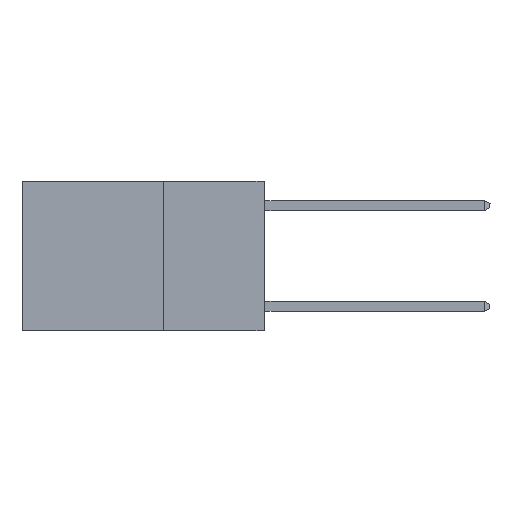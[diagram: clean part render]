
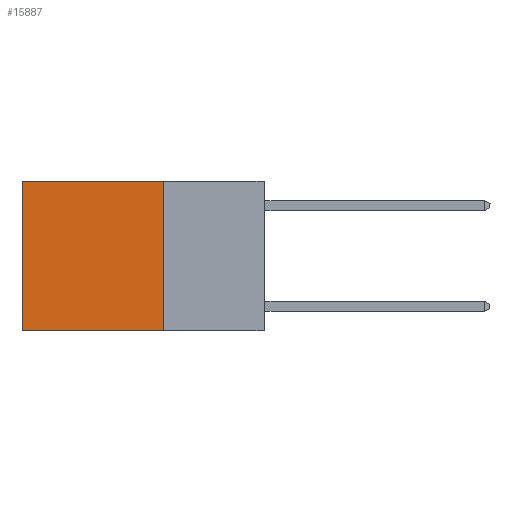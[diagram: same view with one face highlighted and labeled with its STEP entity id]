
A CAD part, left-side view. The second image highlights one B-rep face of the part: STEP entity #15887.
In plain terms, the highlighted planar face has unit normal (-1, 0, 0).
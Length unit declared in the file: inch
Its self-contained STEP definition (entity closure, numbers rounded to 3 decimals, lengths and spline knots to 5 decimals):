
#184 = EDGE_LOOP ( 'NONE', ( #7661, #14519, #22594, #10038 ) ) ;
#188 = CARTESIAN_POINT ( 'NONE',  ( 0.2625, 0.6, 0. ) ) ;
#206 = VECTOR ( 'NONE', #17175, 39.37008 ) ;
#2007 = DIRECTION ( 'NONE',  ( 0., 0., -1. ) ) ;
#2494 = CARTESIAN_POINT ( 'NONE',  ( 0.2625, 0.25, -0.37 ) ) ;
#4234 = LINE ( 'NONE', #5111, #18092 ) ;
#4438 = VERTEX_POINT ( 'NONE', #7129 ) ;
#4553 = VERTEX_POINT ( 'NONE', #20009 ) ;
#4732 = DIRECTION ( 'NONE',  ( 0., 0., -1. ) ) ;
#5111 = CARTESIAN_POINT ( 'NONE',  ( 0.2625, 0.25, 0. ) ) ;
#5726 = EDGE_CURVE ( 'NONE', #17618, #4553, #11803, .T. ) ;
#6235 = DIRECTION ( 'NONE',  ( 0., 1., 0. ) ) ;
#6466 = FACE_OUTER_BOUND ( 'NONE', #184, .T. ) ;
#6735 = LINE ( 'NONE', #188, #20506 ) ;
#7129 = CARTESIAN_POINT ( 'NONE',  ( 0.2625, 0.25, 0. ) ) ;
#7661 = ORIENTED_EDGE ( 'NONE', *, *, #11089, .T. ) ;
#8777 = AXIS2_PLACEMENT_3D ( 'NONE', #13818, #15625, #4732 ) ;
#9988 = EDGE_CURVE ( 'NONE', #4438, #17618, #14715, .T. ) ;
#10018 = CARTESIAN_POINT ( 'NONE',  ( 0.2625, 0.25, 0. ) ) ;
#10038 = ORIENTED_EDGE ( 'NONE', *, *, #21969, .T. ) ;
#11089 = EDGE_CURVE ( 'NONE', #11184, #4553, #6735, .T. ) ;
#11184 = VERTEX_POINT ( 'NONE', #13476 ) ;
#11803 = LINE ( 'NONE', #2494, #16026 ) ;
#11998 = PLANE ( 'NONE',  #8777 ) ;
#13476 = CARTESIAN_POINT ( 'NONE',  ( 0.2625, 0.6, 0. ) ) ;
#13818 = CARTESIAN_POINT ( 'NONE',  ( 0.2625, 0.25, 0. ) ) ;
#14519 = ORIENTED_EDGE ( 'NONE', *, *, #5726, .F. ) ;
#14715 = LINE ( 'NONE', #10018, #206 ) ;
#15625 = DIRECTION ( 'NONE',  ( 1., 0., 0. ) ) ;
#15887 = ADVANCED_FACE ( 'NONE', ( #6466 ), #11998, .F. ) ;
#16026 = VECTOR ( 'NONE', #6235, 39.37008 ) ;
#17175 = DIRECTION ( 'NONE',  ( 0., 0., -1. ) ) ;
#17618 = VERTEX_POINT ( 'NONE', #20555 ) ;
#18092 = VECTOR ( 'NONE', #19531, 39.37008 ) ;
#19531 = DIRECTION ( 'NONE',  ( 0., 1., 0. ) ) ;
#20009 = CARTESIAN_POINT ( 'NONE',  ( 0.2625, 0.6, -0.37 ) ) ;
#20506 = VECTOR ( 'NONE', #2007, 39.37008 ) ;
#20555 = CARTESIAN_POINT ( 'NONE',  ( 0.2625, 0.25, -0.37 ) ) ;
#21969 = EDGE_CURVE ( 'NONE', #4438, #11184, #4234, .T. ) ;
#22594 = ORIENTED_EDGE ( 'NONE', *, *, #9988, .F. ) ;
